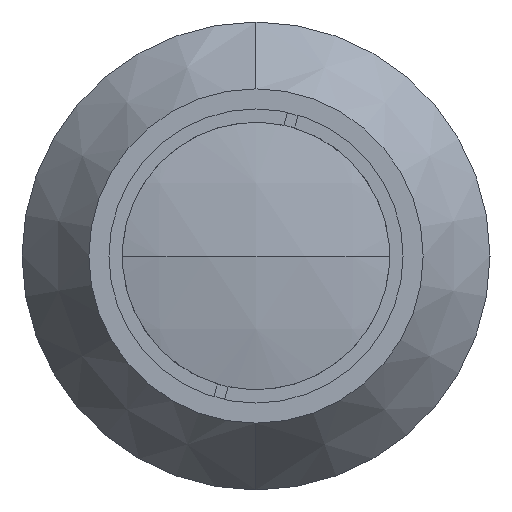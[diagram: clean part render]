
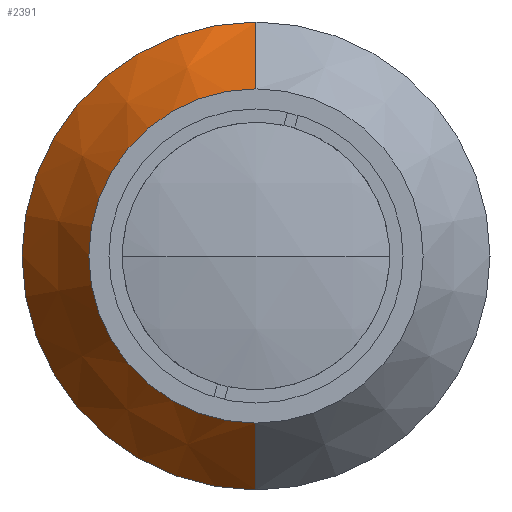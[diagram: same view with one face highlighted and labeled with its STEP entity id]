
A CAD part, left-side view. The second image highlights one B-rep face of the part: STEP entity #2391.
In plain terms, the highlighted conical face has half-angle 35 degrees and reference radius 21 mm.
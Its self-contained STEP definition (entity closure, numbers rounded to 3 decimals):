
#80 = VECTOR ( 'NONE', #3291, 1000. ) ;
#211 = DIRECTION ( 'NONE',  ( 0., 0., 1. ) ) ;
#239 = CARTESIAN_POINT ( 'NONE',  ( 15., 0., 0. ) ) ;
#241 = AXIS2_PLACEMENT_3D ( 'NONE', #1955, #3062, #4252 ) ;
#640 = LINE ( 'NONE', #2850, #4713 ) ;
#680 = ORIENTED_EDGE ( 'NONE', *, *, #4662, .T. ) ;
#772 = CIRCLE ( 'NONE', #2918, 21. ) ;
#1544 = EDGE_CURVE ( 'NONE', #4218, #3860, #772, .T. ) ;
#1698 = CARTESIAN_POINT ( 'NONE',  ( 15., 0., -15. ) ) ;
#1749 = DIRECTION ( 'NONE',  ( -1., 0., 0. ) ) ;
#1772 = VERTEX_POINT ( 'NONE', #2718 ) ;
#1778 = DIRECTION ( 'NONE',  ( 0.819, 0., 0.574 ) ) ;
#1867 = ORIENTED_EDGE ( 'NONE', *, *, #2001, .F. ) ;
#1955 = CARTESIAN_POINT ( 'NONE',  ( 23.569, 0., 0. ) ) ;
#2001 = EDGE_CURVE ( 'NONE', #3212, #3860, #2572, .T. ) ;
#2091 = CARTESIAN_POINT ( 'NONE',  ( 23.569, 0., 0. ) ) ;
#2253 = CARTESIAN_POINT ( 'NONE',  ( 23.569, 0., -21. ) ) ;
#2391 = ADVANCED_FACE ( 'NONE', ( #2733 ), #4846, .T. ) ;
#2490 = AXIS2_PLACEMENT_3D ( 'NONE', #239, #1749, #3269 ) ;
#2572 = LINE ( 'NONE', #4432, #80 ) ;
#2718 = CARTESIAN_POINT ( 'NONE',  ( 15., 0., 15. ) ) ;
#2733 = FACE_OUTER_BOUND ( 'NONE', #3562, .T. ) ;
#2850 = CARTESIAN_POINT ( 'NONE',  ( 23.569, 0., 21. ) ) ;
#2918 = AXIS2_PLACEMENT_3D ( 'NONE', #2091, #3617, #211 ) ;
#3062 = DIRECTION ( 'NONE',  ( 1., 0., 0. ) ) ;
#3194 = CARTESIAN_POINT ( 'NONE',  ( 23.569, 0., 21. ) ) ;
#3212 = VERTEX_POINT ( 'NONE', #1698 ) ;
#3269 = DIRECTION ( 'NONE',  ( 0., 0., 1. ) ) ;
#3291 = DIRECTION ( 'NONE',  ( 0.819, 0., -0.574 ) ) ;
#3562 = EDGE_LOOP ( 'NONE', ( #4160, #680, #3697, #1867 ) ) ;
#3617 = DIRECTION ( 'NONE',  ( -1., 0., 0. ) ) ;
#3697 = ORIENTED_EDGE ( 'NONE', *, *, #1544, .T. ) ;
#3860 = VERTEX_POINT ( 'NONE', #2253 ) ;
#4160 = ORIENTED_EDGE ( 'NONE', *, *, #4724, .F. ) ;
#4218 = VERTEX_POINT ( 'NONE', #3194 ) ;
#4252 = DIRECTION ( 'NONE',  ( 0., 0., -1. ) ) ;
#4432 = CARTESIAN_POINT ( 'NONE',  ( 23.569, 0., -21. ) ) ;
#4628 = CIRCLE ( 'NONE', #2490, 15. ) ;
#4662 = EDGE_CURVE ( 'NONE', #1772, #4218, #640, .T. ) ;
#4713 = VECTOR ( 'NONE', #1778, 1000. ) ;
#4724 = EDGE_CURVE ( 'NONE', #1772, #3212, #4628, .T. ) ;
#4846 = CONICAL_SURFACE ( 'NONE', #241, 21., 0.611 ) ;
